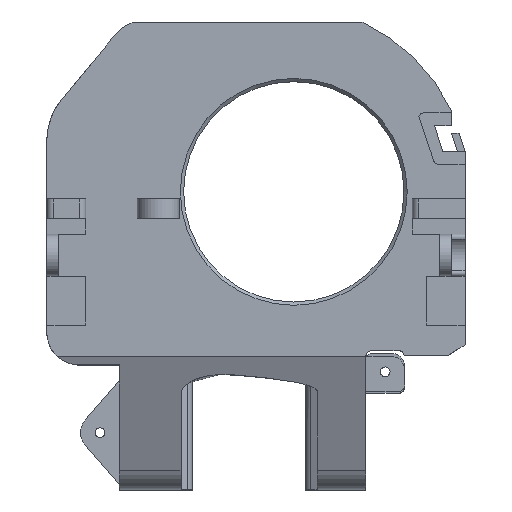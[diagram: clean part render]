
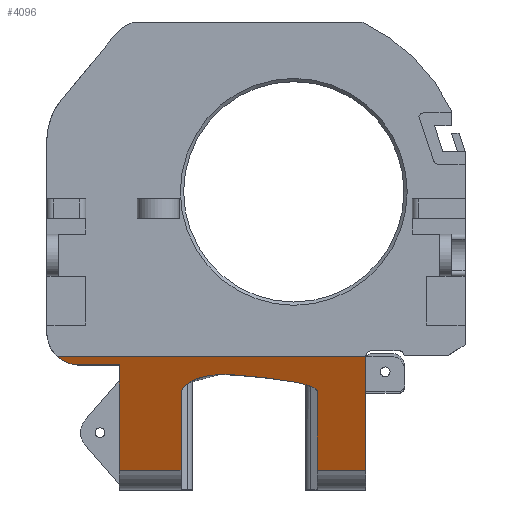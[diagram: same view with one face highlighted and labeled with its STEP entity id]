
A CAD part, top view. The second image highlights one B-rep face of the part: STEP entity #4096.
In plain terms, the highlighted planar face has unit normal (0, -0.397, 0.918).
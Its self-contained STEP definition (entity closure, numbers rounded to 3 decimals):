
#58=ELLIPSE('',#4365,1.09,1.);
#60=ELLIPSE('',#4381,5.448,5.);
#74=B_SPLINE_CURVE_WITH_KNOTS('',3,(#6630,#6631,#6632,#6633,#6634,#6635,
#6636,#6637,#6638,#6639,#6640,#6641,#6642,#6643),.UNSPECIFIED.,.F.,.F.,
(4,2,2,2,2,2,4),(0.,0.398,0.803,
0.945,0.983,1.019,1.088),
 .UNSPECIFIED.);
#75=B_SPLINE_CURVE_WITH_KNOTS('',3,(#6658,#6659,#6660,#6661,#6662,#6663,
#6664,#6665,#6666,#6667,#6668,#6669,#6670,#6671,#6672,#6673),
 .UNSPECIFIED.,.F.,.F.,(4,2,2,2,2,2,2,4),(0.,0.027,0.055,
0.114,0.221,0.389,0.591,
0.78),.UNSPECIFIED.);
#157=PLANE('',#4424);
#344=FACE_OUTER_BOUND('',#576,.T.);
#576=EDGE_LOOP('',(#3398,#3399,#3400,#3401,#3402,#3403,#3404,#3405,#3406,
#3407,#3408,#3409,#3410));
#845=LINE('',#6238,#1302);
#865=LINE('',#6293,#1322);
#932=LINE('',#6460,#1389);
#958=LINE('',#6517,#1415);
#991=LINE('',#6587,#1448);
#1000=LINE('',#6710,#1457);
#1002=LINE('',#6714,#1459);
#1022=LINE('',#6776,#1479);
#1023=LINE('',#6777,#1480);
#1302=VECTOR('',#4962,1000.);
#1322=VECTOR('',#4998,1000.);
#1389=VECTOR('',#5125,1000.);
#1415=VECTOR('',#5169,1000.);
#1448=VECTOR('',#5230,1000.);
#1457=VECTOR('',#5253,1000.);
#1459=VECTOR('',#5257,1000.);
#1479=VECTOR('',#5313,1000.);
#1480=VECTOR('',#5314,1000.);
#1884=VERTEX_POINT('',#6230);
#1887=VERTEX_POINT('',#6236);
#1913=VERTEX_POINT('',#6290);
#1914=VERTEX_POINT('',#6292);
#1968=VERTEX_POINT('',#6413);
#1984=VERTEX_POINT('',#6458);
#2006=VERTEX_POINT('',#6516);
#2027=VERTEX_POINT('',#6581);
#2029=VERTEX_POINT('',#6585);
#2034=VERTEX_POINT('',#6628);
#2035=VERTEX_POINT('',#6657);
#2040=VERTEX_POINT('',#6708);
#2041=VERTEX_POINT('',#6713);
#2338=EDGE_CURVE('',#1887,#1884,#845,.T.);
#2364=EDGE_CURVE('',#1914,#1913,#865,.T.);
#2424=EDGE_CURVE('',#1968,#1914,#58,.T.);
#2449=EDGE_CURVE('',#1887,#1984,#932,.T.);
#2467=EDGE_CURVE('',#1913,#1884,#60,.T.);
#2479=EDGE_CURVE('',#1968,#2006,#958,.T.);
#2515=EDGE_CURVE('',#2027,#2029,#991,.T.);
#2521=EDGE_CURVE('',#2029,#2034,#74,.T.);
#2524=EDGE_CURVE('',#2035,#2027,#75,.T.);
#2533=EDGE_CURVE('',#2040,#2034,#1000,.T.);
#2535=EDGE_CURVE('',#2035,#2041,#1002,.T.);
#2563=EDGE_CURVE('',#2040,#2006,#1022,.T.);
#2564=EDGE_CURVE('',#1984,#2041,#1023,.T.);
#3398=ORIENTED_EDGE('',*,*,#2563,.T.);
#3399=ORIENTED_EDGE('',*,*,#2479,.F.);
#3400=ORIENTED_EDGE('',*,*,#2424,.T.);
#3401=ORIENTED_EDGE('',*,*,#2364,.T.);
#3402=ORIENTED_EDGE('',*,*,#2467,.T.);
#3403=ORIENTED_EDGE('',*,*,#2338,.F.);
#3404=ORIENTED_EDGE('',*,*,#2449,.T.);
#3405=ORIENTED_EDGE('',*,*,#2564,.T.);
#3406=ORIENTED_EDGE('',*,*,#2535,.F.);
#3407=ORIENTED_EDGE('',*,*,#2524,.T.);
#3408=ORIENTED_EDGE('',*,*,#2515,.T.);
#3409=ORIENTED_EDGE('',*,*,#2521,.T.);
#3410=ORIENTED_EDGE('',*,*,#2533,.F.);
#4096=ADVANCED_FACE('',(#344),#157,.F.);
#4365=AXIS2_PLACEMENT_3D('',#6414,#5084,#5085);
#4381=AXIS2_PLACEMENT_3D('',#6493,#5150,#5151);
#4424=AXIS2_PLACEMENT_3D('',#6775,#5311,#5312);
#4962=DIRECTION('',(-1.,0.,0.));
#4998=DIRECTION('',(-1.,0.,0.));
#5084=DIRECTION('center_axis',(0.,0.397,
-0.918));
#5085=DIRECTION('ref_axis',(0.,-0.918,-0.397));
#5125=DIRECTION('',(0.,-0.918,-0.397));
#5150=DIRECTION('center_axis',(0.,-0.397,
0.918));
#5151=DIRECTION('ref_axis',(0.,0.918,0.397));
#5169=DIRECTION('',(0.,-0.918,-0.397));
#5230=DIRECTION('',(0.995,-0.095,-0.041));
#5253=DIRECTION('',(0.,0.918,0.397));
#5257=DIRECTION('',(0.,-0.918,-0.397));
#5311=DIRECTION('center_axis',(0.,0.397,
-0.918));
#5312=DIRECTION('ref_axis',(0.,-0.918,-0.397));
#5313=DIRECTION('',(1.,0.,0.));
#5314=DIRECTION('',(1.,0.,0.));
#6230=CARTESIAN_POINT('',(-67.162,22.679,12.63));
#6236=CARTESIAN_POINT('',(-60.962,22.679,12.63));
#6238=CARTESIAN_POINT('',(254.538,22.679,12.63));
#6290=CARTESIAN_POINT('',(-70.525,23.979,13.193));
#6292=CARTESIAN_POINT('',(-22.958,23.979,13.193));
#6293=CARTESIAN_POINT('',(494.038,23.979,13.193));
#6413=CARTESIAN_POINT('',(-22.962,23.89,13.154));
#6414=CARTESIAN_POINT('Origin',(-21.962,23.89,13.154));
#6458=CARTESIAN_POINT('',(-60.962,6.429,5.601));
#6460=CARTESIAN_POINT('',(-60.962,23.979,13.193));
#6493=CARTESIAN_POINT('Origin',(-67.162,27.679,14.793));
#6516=CARTESIAN_POINT('',(-22.962,6.429,5.601));
#6517=CARTESIAN_POINT('',(-22.962,18.591,10.862));
#6581=CARTESIAN_POINT('',(-43.178,21.138,11.964));
#6585=CARTESIAN_POINT('',(-38.273,20.671,11.762));
#6587=CARTESIAN_POINT('',(-31.393,20.015,11.478));
#6628=CARTESIAN_POINT('',(-30.462,18.575,10.855));
#6630=CARTESIAN_POINT('Ctrl Pts',(-38.273,20.671,11.762));
#6631=CARTESIAN_POINT('Ctrl Pts',(-36.954,20.545,11.707));
#6632=CARTESIAN_POINT('Ctrl Pts',(-35.563,20.364,11.629));
#6633=CARTESIAN_POINT('Ctrl Pts',(-32.966,19.878,11.419));
#6634=CARTESIAN_POINT('Ctrl Pts',(-31.917,19.599,11.298));
#6635=CARTESIAN_POINT('Ctrl Pts',(-31.019,19.217,11.133));
#6636=CARTESIAN_POINT('Ctrl Pts',(-30.746,19.08,11.074));
#6637=CARTESIAN_POINT('Ctrl Pts',(-30.546,18.881,10.988));
#6638=CARTESIAN_POINT('Ctrl Pts',(-30.506,18.831,10.966));
#6639=CARTESIAN_POINT('Ctrl Pts',(-30.462,18.727,10.921));
#6640=CARTESIAN_POINT('Ctrl Pts',(-30.462,18.692,10.906));
#6641=CARTESIAN_POINT('Ctrl Pts',(-30.462,18.641,10.884));
#6642=CARTESIAN_POINT('Ctrl Pts',(-30.462,18.608,10.87));
#6643=CARTESIAN_POINT('Ctrl Pts',(-30.462,18.575,10.855));
#6657=CARTESIAN_POINT('',(-51.462,17.915,10.57));
#6658=CARTESIAN_POINT('Ctrl Pts',(-51.462,17.915,10.57));
#6659=CARTESIAN_POINT('Ctrl Pts',(-51.462,17.998,10.606));
#6660=CARTESIAN_POINT('Ctrl Pts',(-51.463,18.081,10.642));
#6661=CARTESIAN_POINT('Ctrl Pts',(-51.461,18.248,10.714));
#6662=CARTESIAN_POINT('Ctrl Pts',(-51.454,18.332,10.75));
#6663=CARTESIAN_POINT('Ctrl Pts',(-51.409,18.595,10.864));
#6664=CARTESIAN_POINT('Ctrl Pts',(-51.347,18.766,10.938));
#6665=CARTESIAN_POINT('Ctrl Pts',(-51.104,19.222,11.135));
#6666=CARTESIAN_POINT('Ctrl Pts',(-50.87,19.477,11.245));
#6667=CARTESIAN_POINT('Ctrl Pts',(-50.185,20.038,11.488));
#6668=CARTESIAN_POINT('Ctrl Pts',(-49.625,20.336,11.617));
#6669=CARTESIAN_POINT('Ctrl Pts',(-48.137,20.864,11.846));
#6670=CARTESIAN_POINT('Ctrl Pts',(-47.175,21.062,11.931));
#6671=CARTESIAN_POINT('Ctrl Pts',(-45.157,21.24,12.008));
#6672=CARTESIAN_POINT('Ctrl Pts',(-44.153,21.231,12.004));
#6673=CARTESIAN_POINT('Ctrl Pts',(-43.178,21.138,11.964));
#6708=CARTESIAN_POINT('',(-30.462,6.429,5.601));
#6710=CARTESIAN_POINT('',(-30.462,-10.43,-1.691));
#6713=CARTESIAN_POINT('',(-51.462,6.429,5.601));
#6714=CARTESIAN_POINT('',(-51.462,8.945,6.69));
#6775=CARTESIAN_POINT('Origin',(494.038,23.979,13.193));
#6776=CARTESIAN_POINT('',(494.038,6.429,5.601));
#6777=CARTESIAN_POINT('',(494.038,6.429,5.601));
